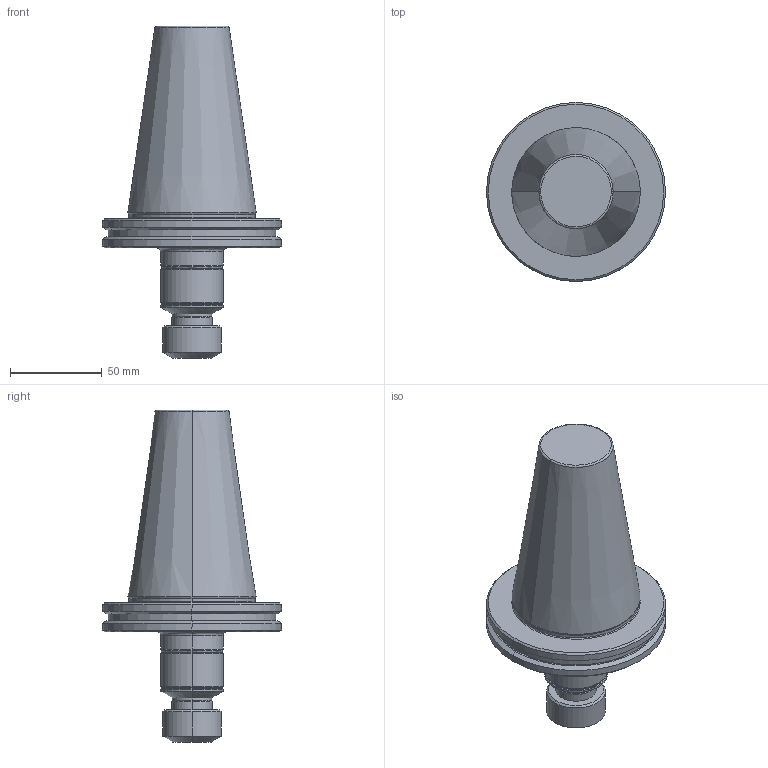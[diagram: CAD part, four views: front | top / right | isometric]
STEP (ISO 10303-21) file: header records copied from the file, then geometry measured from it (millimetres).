
FILE_DESCRIPTION (( 'STEP AP203' ), '1' );
FILE_NAME ('SK 50 ER 16 079 AD+B MLC.STEP', '2019-05-06T08:55:40', ( '' ), ( '' ), 'SwSTEP 2.0', 'SolidWorks 2014', '' );
FILE_SCHEMA (( 'CONFIG_CONTROL_DESIGN' ));
Length unit declared in the file: millimetre
Products named in the file (1): SK 50 ER 16 079 AD+B MLC
Bounding box: 97.5 x 97.5 x 180.75 mm (x, y, z)
Volume: 420431.1 mm3; surface area: 43841.4 mm2
Topology: 2 solids, 2 shells, 71 faces, 146 edges, 86 vertices
Faces by surface type: cone 26, cylinder 24, plane 11, bspline 10
Entity records: 2487 total; most frequent: CARTESIAN_POINT 888, DIRECTION 354, ORIENTED_EDGE 292, AXIS2_PLACEMENT_3D 152, EDGE_CURVE 146, CIRCLE 90, VERTEX_POINT 86, EDGE_LOOP 80
